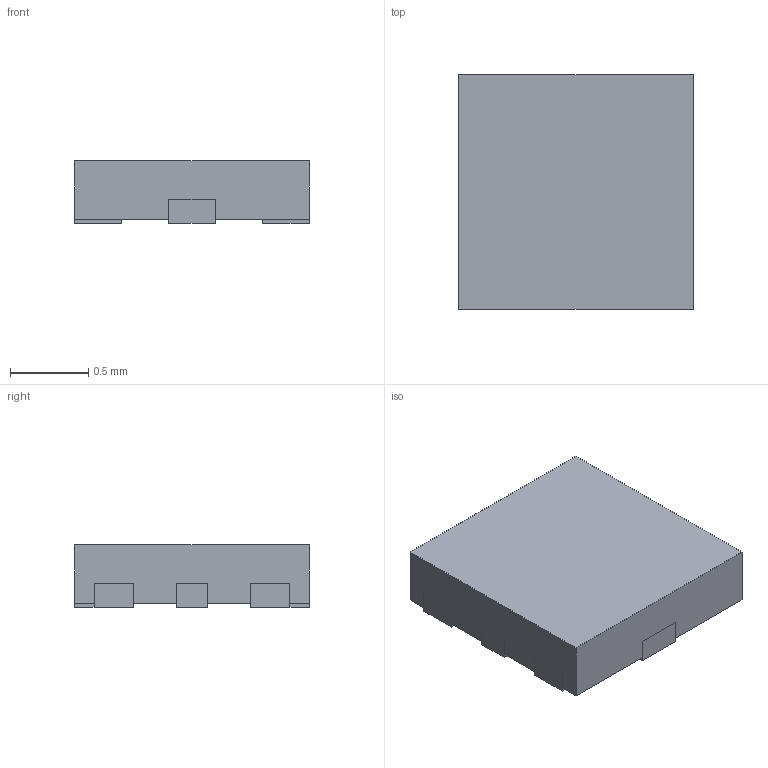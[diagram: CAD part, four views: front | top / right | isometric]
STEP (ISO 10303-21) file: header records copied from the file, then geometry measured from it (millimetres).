
FILE_DESCRIPTION((''),'2;1');
FILE_NAME('RUG0008B_ASM','2020-10-01T08:41:44',('a0412086'),(''),'CREO PARAMETRIC BY PTC INC, 2018500','CREO PARAMETRIC BY PTC INC, 2018500','');
FILE_SCHEMA(('CONFIG_CONTROL_DESIGN','SHAPE_APPEARANCE_LAYERS_GROUPS'));
Length unit declared in the file: millimetre
Products named in the file (4): FRAME-RUG0008B; BODY-QFN; PIN1-ID; RUG0008B_ASM
Assembly tree (3 placements, depth 2):
  RUG0008B_ASM
    FRAME-RUG0008B
    BODY-QFN
    PIN1-ID
Bounding box: 1.5 x 1.5 x 0.4 mm (x, y, z)
Volume: 0.9 mm3; surface area: 9.8 mm2
Topology: 9 solids, 9 shells, 88 faces, 210 edges, 140 vertices
Faces by surface type: plane 88
Entity records: 3374 total; most frequent: CARTESIAN_POINT 445, ORIENTED_EDGE 420, DIRECTION 400, PRESENTATION_STYLE_ASSIGNMENT 227, STYLED_ITEM 219, VECTOR 210, LINE 210, CURVE_STYLE 210
